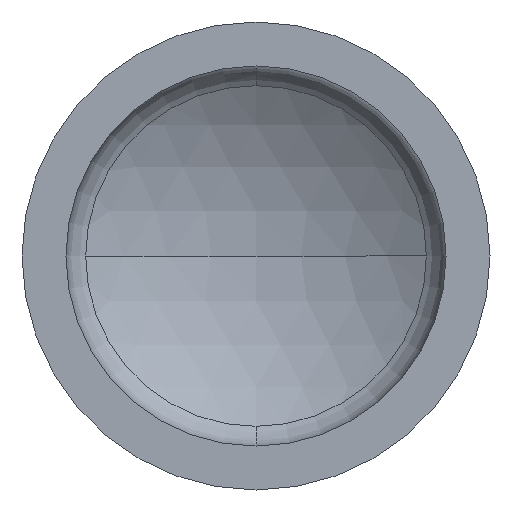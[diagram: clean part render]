
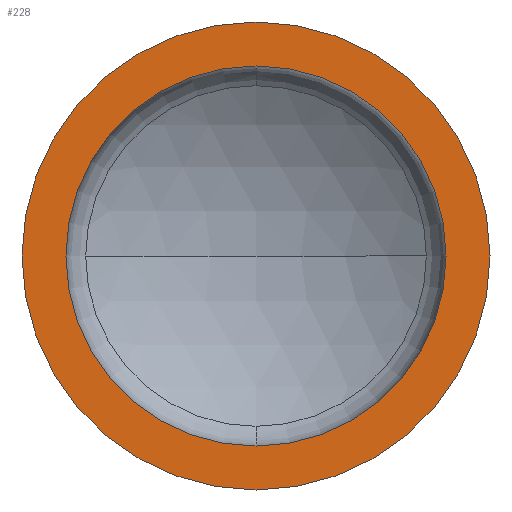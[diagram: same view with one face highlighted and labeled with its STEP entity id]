
A CAD part, front view. The second image highlights one B-rep face of the part: STEP entity #228.
In plain terms, the highlighted planar face has unit normal (0, -1, 0).
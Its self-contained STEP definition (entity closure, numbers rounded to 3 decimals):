
#16 = ORIENTED_EDGE ( 'NONE', *, *, #157, .F. ) ;
#28 = CIRCLE ( 'NONE', #344, 8.65 ) ;
#32 = EDGE_CURVE ( 'NONE', #248, #209, #94, .T. ) ;
#39 = CARTESIAN_POINT ( 'NONE',  ( 0., 0., 8.65 ) ) ;
#44 = AXIS2_PLACEMENT_3D ( 'NONE', #167, #95, #240 ) ;
#46 = AXIS2_PLACEMENT_3D ( 'NONE', #430, #191, #323 ) ;
#65 = DIRECTION ( 'NONE',  ( 0., 1., 0. ) ) ;
#92 = VERTEX_POINT ( 'NONE', #179 ) ;
#94 = CIRCLE ( 'NONE', #44, 8.65 ) ;
#95 = DIRECTION ( 'NONE',  ( 0., 1., 0. ) ) ;
#100 = AXIS2_PLACEMENT_3D ( 'NONE', #251, #65, #216 ) ;
#106 = AXIS2_PLACEMENT_3D ( 'NONE', #108, #451, #447 ) ;
#108 = CARTESIAN_POINT ( 'NONE',  ( 0., 0., 0. ) ) ;
#110 = CARTESIAN_POINT ( 'NONE',  ( 0., 0., 0. ) ) ;
#118 = FACE_BOUND ( 'NONE', #431, .T. ) ;
#142 = DIRECTION ( 'NONE',  ( 0., 0., 1. ) ) ;
#152 = EDGE_CURVE ( 'NONE', #209, #248, #28, .T. ) ;
#157 = EDGE_CURVE ( 'NONE', #92, #266, #163, .T. ) ;
#163 = CIRCLE ( 'NONE', #100, 10.65 ) ;
#164 = EDGE_CURVE ( 'NONE', #266, #92, #188, .T. ) ;
#167 = CARTESIAN_POINT ( 'NONE',  ( 0., 0., 0. ) ) ;
#175 = ORIENTED_EDGE ( 'NONE', *, *, #32, .T. ) ;
#179 = CARTESIAN_POINT ( 'NONE',  ( 0., 0., 10.65 ) ) ;
#188 = CIRCLE ( 'NONE', #106, 10.65 ) ;
#191 = DIRECTION ( 'NONE',  ( 0., -1., 0. ) ) ;
#193 = PLANE ( 'NONE',  #46 ) ;
#200 = EDGE_LOOP ( 'NONE', ( #16, #390 ) ) ;
#209 = VERTEX_POINT ( 'NONE', #39 ) ;
#216 = DIRECTION ( 'NONE',  ( 0., 0., 1. ) ) ;
#223 = DIRECTION ( 'NONE',  ( 0., 1., 0. ) ) ;
#228 = ADVANCED_FACE ( 'NONE', ( #118, #361 ), #193, .T. ) ;
#232 = CARTESIAN_POINT ( 'NONE',  ( 0., 0., -10.65 ) ) ;
#240 = DIRECTION ( 'NONE',  ( 0., 0., 1. ) ) ;
#248 = VERTEX_POINT ( 'NONE', #259 ) ;
#251 = CARTESIAN_POINT ( 'NONE',  ( 0., 0., 0. ) ) ;
#259 = CARTESIAN_POINT ( 'NONE',  ( 0., 0., -8.65 ) ) ;
#266 = VERTEX_POINT ( 'NONE', #232 ) ;
#323 = DIRECTION ( 'NONE',  ( 0., 0., -1. ) ) ;
#344 = AXIS2_PLACEMENT_3D ( 'NONE', #110, #223, #142 ) ;
#361 = FACE_OUTER_BOUND ( 'NONE', #200, .T. ) ;
#390 = ORIENTED_EDGE ( 'NONE', *, *, #164, .F. ) ;
#410 = ORIENTED_EDGE ( 'NONE', *, *, #152, .T. ) ;
#430 = CARTESIAN_POINT ( 'NONE',  ( -8.65, 0., 0. ) ) ;
#431 = EDGE_LOOP ( 'NONE', ( #410, #175 ) ) ;
#447 = DIRECTION ( 'NONE',  ( 0., 0., 1. ) ) ;
#451 = DIRECTION ( 'NONE',  ( 0., 1., 0. ) ) ;
